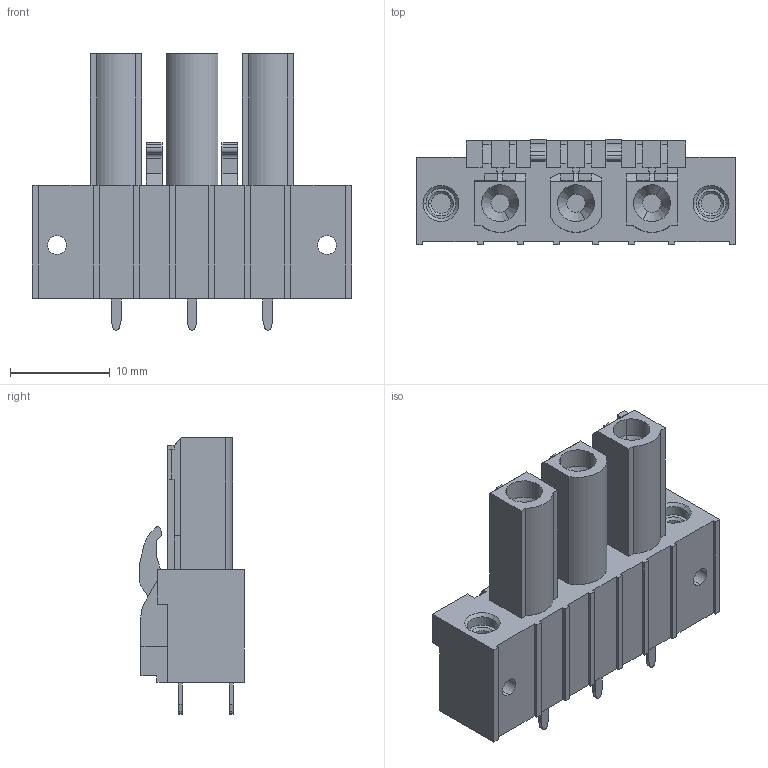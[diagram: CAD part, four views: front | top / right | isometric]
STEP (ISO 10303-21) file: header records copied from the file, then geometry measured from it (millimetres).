
FILE_DESCRIPTION(('CATIA V5 STEP Exchange','CAx-IF Rec.Pracs.--- Model Styling and Organization---1.2---2011-12-15'),'2;1');
FILE_NAME ('D1448638_0_1122120000_1122120000.stp','2018-09-18T07:00:54+00:00',('none'),('Weidmueller'),'CATIA Version 5-6 Release 2014','CATIA V5 STEP AP214','none');
FILE_SCHEMA(('AUTOMOTIVE_DESIGN { 1 0 10303 214 1 1 1 1 }'));
Length unit declared in the file: millimetre
Products named in the file (1): 1122120000
Bounding box: 32.04 x 10.54 x 27.74 mm (x, y, z)
Volume: 3639.7 mm3; surface area: 3498.9 mm2
Topology: 9 solids, 9 shells, 333 faces, 905 edges, 598 vertices
Faces by surface type: plane 268, cylinder 47, cone 18
Entity records: 9609 total; most frequent: ORIENTED_EDGE 1810, CARTESIAN_POINT 1698, DIRECTION 1293, EDGE_CURVE 905, VECTOR 793, LINE 793, VERTEX_POINT 598, EDGE_LOOP 357
